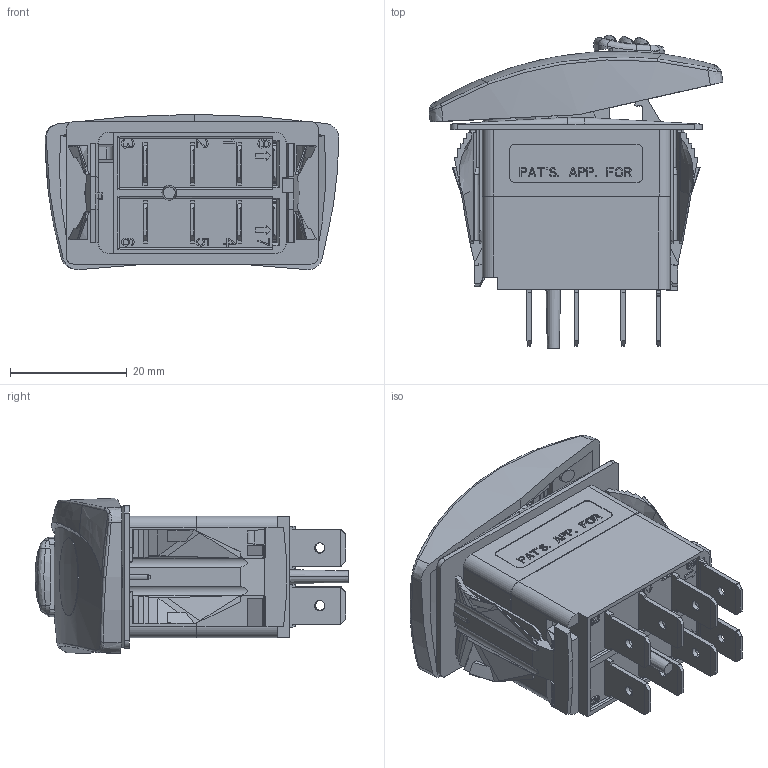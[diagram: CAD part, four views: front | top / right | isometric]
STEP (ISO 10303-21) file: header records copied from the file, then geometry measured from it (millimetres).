
FILE_DESCRIPTION((''),'2;1');
FILE_NAME('VDB1CWVB-JGV00-0_SW0001','2011-09-04T',('leads.cao'),(''),'PRO/ENGINEER BY PARAMETRIC TECHNOLOGY CORPORATION, 2010280','PRO/ENGINEER BY PARAMETRIC TECHNOLOGY CORPORATION, 2010280','');
FILE_SCHEMA(('CONFIG_CONTROL_DESIGN'));
Products named in the file (1): VDB1CWVB-JGV00-0_SW0001
Bounding box: 50.37 x 53.74 x 26.62 mm (x, y, z)
Volume: 15730.5 mm3; surface area: 19341.6 mm2
Topology: 1 solids, 1 shells, 2898 faces, 7902 edges, 4997 vertices
Faces by surface type: plane 2161, cylinder 298, cone 196, bspline 180, extrusion 35, torus 16, sphere 12
Entity records: 104809 total; most frequent: CARTESIAN_POINT 34212, ORIENTED_EDGE 15696, DIRECTION 12902, EDGE_CURVE 7848, VECTOR 6050, LINE 6015, VERTEX_POINT 5056, AXIS2_PLACEMENT_3D 3426
